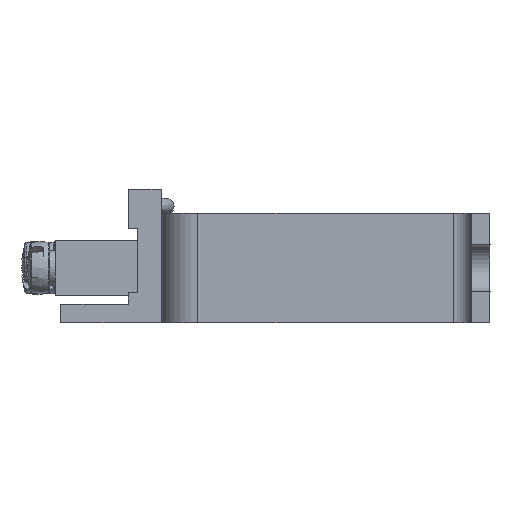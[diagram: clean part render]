
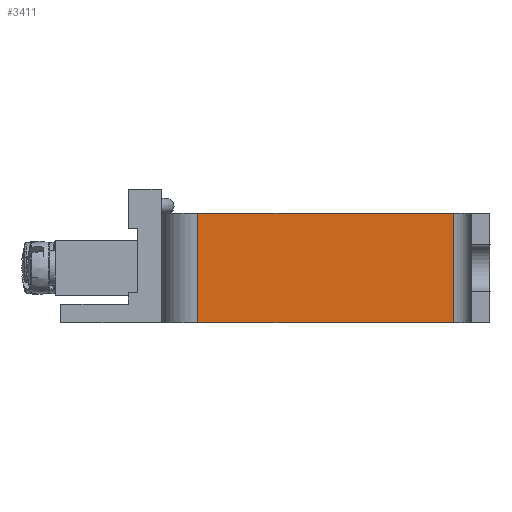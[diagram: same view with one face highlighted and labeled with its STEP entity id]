
A CAD part, left-side view. The second image highlights one B-rep face of the part: STEP entity #3411.
In plain terms, the highlighted planar face has unit normal (-1, 0, 0).
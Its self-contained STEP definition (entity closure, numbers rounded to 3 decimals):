
#324=LINE('',#6330,#536);
#332=LINE('',#6346,#544);
#340=LINE('',#6369,#552);
#341=LINE('',#6373,#553);
#536=VECTOR('',#4743,12.);
#544=VECTOR('',#4757,28.);
#552=VECTOR('',#4789,12.);
#553=VECTOR('',#4796,28.);
#661=PLANE('',#3809);
#1188=FACE_OUTER_BOUND('',#1516,.T.);
#1516=EDGE_LOOP('',(#3082,#3083,#3084,#3085));
#1840=VERTEX_POINT('',#6319);
#1841=VERTEX_POINT('',#6323);
#1846=VERTEX_POINT('',#6344);
#1849=VERTEX_POINT('',#6368);
#2238=EDGE_CURVE('',#1840,#1841,#324,.T.);
#2246=EDGE_CURVE('',#1846,#1841,#332,.T.);
#2258=EDGE_CURVE('',#1846,#1849,#340,.T.);
#2261=EDGE_CURVE('',#1840,#1849,#341,.T.);
#3082=ORIENTED_EDGE('',*,*,#2238,.T.);
#3083=ORIENTED_EDGE('',*,*,#2246,.F.);
#3084=ORIENTED_EDGE('',*,*,#2258,.T.);
#3085=ORIENTED_EDGE('',*,*,#2261,.F.);
#3411=ADVANCED_FACE('',(#1188),#661,.T.);
#3809=AXIS2_PLACEMENT_3D('',#6380,#4807,#4808);
#4743=DIRECTION('',(0.,-1.,0.));
#4757=DIRECTION('',(0.,0.,-1.));
#4789=DIRECTION('',(0.,1.,0.));
#4796=DIRECTION('',(0.,0.,1.));
#4807=DIRECTION('center_axis',(-1.,0.,0.));
#4808=DIRECTION('ref_axis',(0.,0.,1.));
#6319=CARTESIAN_POINT('',(-113.,6.,-30.));
#6323=CARTESIAN_POINT('',(-113.,-6.,-30.));
#6330=CARTESIAN_POINT('',(-113.,-3.,-30.));
#6344=CARTESIAN_POINT('',(-113.,-6.,-2.));
#6346=CARTESIAN_POINT('',(-113.,-6.,-2.));
#6368=CARTESIAN_POINT('',(-113.,6.,-2.));
#6369=CARTESIAN_POINT('',(-113.,0.,-2.));
#6373=CARTESIAN_POINT('',(-113.,6.,7.048));
#6380=CARTESIAN_POINT('Origin',(-113.,0.,-15.738));
